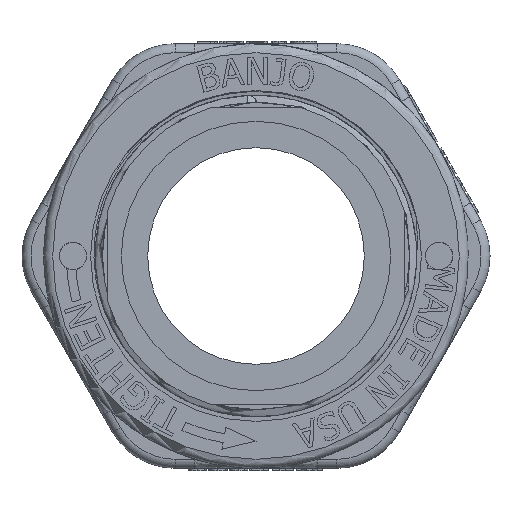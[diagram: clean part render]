
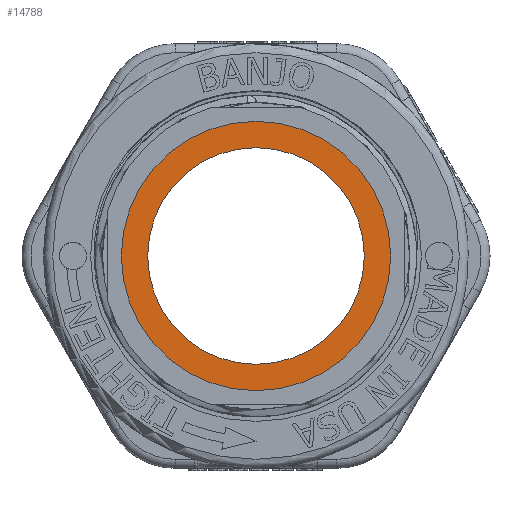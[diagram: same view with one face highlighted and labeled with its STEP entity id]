
A CAD part, front view. The second image highlights one B-rep face of the part: STEP entity #14788.
In plain terms, the highlighted planar face has unit normal (0, -1, 0).
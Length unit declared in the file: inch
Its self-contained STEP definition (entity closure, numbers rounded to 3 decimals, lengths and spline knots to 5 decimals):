
#171=FACE_BOUND('',#5055,.T.);
#3450=PLANE('',#15640);
#4174=FACE_OUTER_BOUND('',#5054,.T.);
#5054=EDGE_LOOP('',(#12041));
#5055=EDGE_LOOP('',(#12042));
#5597=CIRCLE('',#15639,1.5);
#5598=CIRCLE('',#15641,1.865);
#6925=VERTEX_POINT('',#28105);
#6926=VERTEX_POINT('',#28108);
#8744=EDGE_CURVE('',#6925,#6925,#5597,.T.);
#8745=EDGE_CURVE('',#6926,#6926,#5598,.T.);
#12041=ORIENTED_EDGE('',*,*,#8745,.T.);
#12042=ORIENTED_EDGE('',*,*,#8744,.F.);
#14788=ADVANCED_FACE('',(#4174,#171),#3450,.F.);
#15639=AXIS2_PLACEMENT_3D('',#28106,#17608,#17609);
#15640=AXIS2_PLACEMENT_3D('',#28107,#17610,#17611);
#15641=AXIS2_PLACEMENT_3D('',#28109,#17612,#17613);
#17608=DIRECTION('center_axis',(0.,-1.,0.));
#17609=DIRECTION('ref_axis',(0.,0.,1.));
#17610=DIRECTION('center_axis',(0.,1.,0.));
#17611=DIRECTION('ref_axis',(0.,0.,1.));
#17612=DIRECTION('center_axis',(0.,-1.,0.));
#17613=DIRECTION('ref_axis',(0.,0.,1.));
#28105=CARTESIAN_POINT('',(0.,-3.75,1.5));
#28106=CARTESIAN_POINT('Origin',(0.,-3.75,0.));
#28107=CARTESIAN_POINT('Origin',(0.,-3.75,1.6825));
#28108=CARTESIAN_POINT('',(0.,-3.75,1.865));
#28109=CARTESIAN_POINT('Origin',(0.,-3.75,0.));
